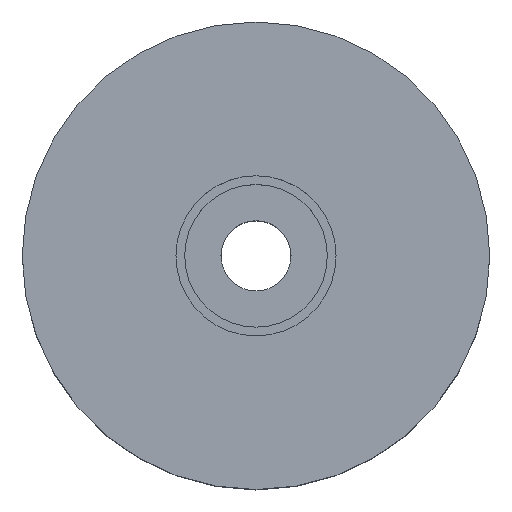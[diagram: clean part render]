
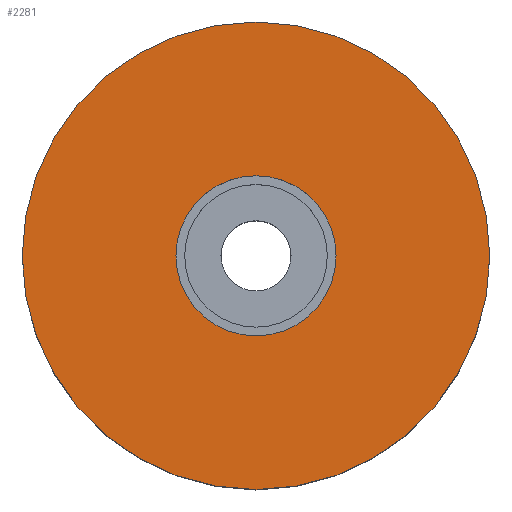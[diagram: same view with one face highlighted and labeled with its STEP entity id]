
A CAD part, top view. The second image highlights one B-rep face of the part: STEP entity #2281.
In plain terms, the highlighted planar face has unit normal (0, 0, 1).
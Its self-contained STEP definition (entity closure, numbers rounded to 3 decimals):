
#365=FACE_BOUND('',#571,.T.);
#424=FACE_OUTER_BOUND('',#570,.T.);
#570=EDGE_LOOP('',(#1726));
#571=EDGE_LOOP('',(#1727));
#656=CIRCLE('',#2391,6.85);
#854=CIRCLE('',#2646,20.);
#926=VERTEX_POINT('',#3700);
#1092=VERTEX_POINT('',#4127);
#1132=EDGE_CURVE('',#926,#926,#656,.T.);
#1336=EDGE_CURVE('',#1092,#1092,#854,.T.);
#1726=ORIENTED_EDGE('',*,*,#1336,.T.);
#1727=ORIENTED_EDGE('',*,*,#1132,.T.);
#2205=PLANE('',#2645);
#2281=ADVANCED_FACE('',(#424,#365),#2205,.T.);
#2391=AXIS2_PLACEMENT_3D('',#3701,#2808,#2809);
#2645=AXIS2_PLACEMENT_3D('',#4126,#3322,#3323);
#2646=AXIS2_PLACEMENT_3D('',#4128,#3324,#3325);
#2808=DIRECTION('center_axis',(0.,0.,-1.));
#2809=DIRECTION('ref_axis',(-1.,0.,0.));
#3322=DIRECTION('center_axis',(0.,0.,1.));
#3323=DIRECTION('ref_axis',(1.,0.,0.));
#3324=DIRECTION('center_axis',(0.,0.,1.));
#3325=DIRECTION('ref_axis',(1.,0.,0.));
#3700=CARTESIAN_POINT('',(6.85,0.,18.));
#3701=CARTESIAN_POINT('Origin',(0.,0.,18.));
#4126=CARTESIAN_POINT('Origin',(0.,0.,18.));
#4127=CARTESIAN_POINT('',(-20.,0.,18.));
#4128=CARTESIAN_POINT('Origin',(0.,0.,18.));
